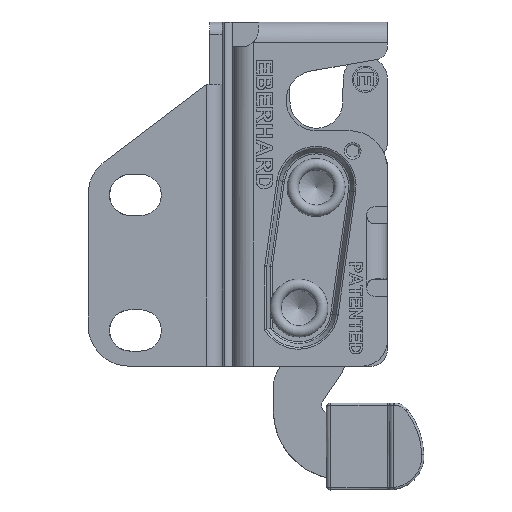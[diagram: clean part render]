
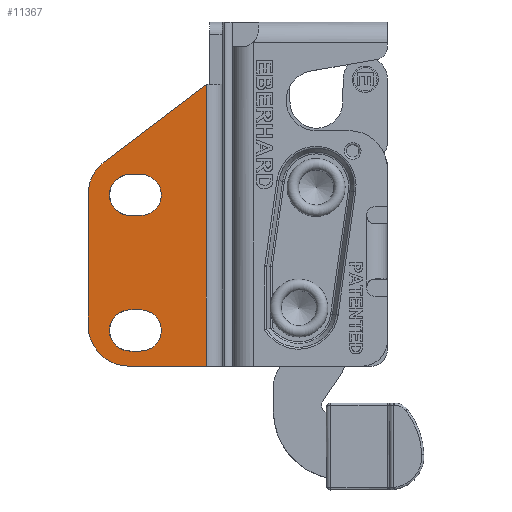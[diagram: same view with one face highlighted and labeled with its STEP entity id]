
A CAD part, top view. The second image highlights one B-rep face of the part: STEP entity #11367.
In plain terms, the highlighted planar face has unit normal (-0.035, 0, 0.999).
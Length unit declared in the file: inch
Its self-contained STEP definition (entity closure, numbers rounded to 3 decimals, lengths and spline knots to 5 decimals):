
#442=PLANE('',#12231);
#541=FACE_BOUND('',#1856,.T.);
#542=FACE_BOUND('',#1857,.T.);
#1220=FACE_OUTER_BOUND('',#1855,.T.);
#1855=EDGE_LOOP('',(#9662,#9663,#9664,#9665,#9666,#9667));
#1856=EDGE_LOOP('',(#9668,#9669,#9670,#9671));
#1857=EDGE_LOOP('',(#9672,#9673,#9674,#9675));
#2223=CIRCLE('',#12232,0.29921);
#2224=CIRCLE('',#12233,0.29921);
#2225=CIRCLE('',#12234,0.14961);
#2226=CIRCLE('',#12235,0.14961);
#2227=CIRCLE('',#12236,0.14961);
#2228=CIRCLE('',#12237,0.14961);
#3248=LINE('',#19946,#4285);
#3250=LINE('',#19954,#4287);
#3255=LINE('',#19969,#4292);
#3256=LINE('',#19971,#4293);
#3257=LINE('',#19975,#4294);
#3258=LINE('',#19979,#4295);
#3259=LINE('',#19985,#4296);
#3260=LINE('',#19988,#4297);
#4285=VECTOR('',#14726,0.3937);
#4287=VECTOR('',#14734,0.3937);
#4292=VECTOR('',#14751,0.05947);
#4293=VECTOR('',#14752,0.3937);
#4294=VECTOR('',#14755,0.3937);
#4295=VECTOR('',#14758,0.3937);
#4296=VECTOR('',#14763,0.3937);
#4297=VECTOR('',#14766,0.3937);
#5294=VERTEX_POINT('',#19944);
#5295=VERTEX_POINT('',#19945);
#5296=VERTEX_POINT('',#19950);
#5298=VERTEX_POINT('',#19953);
#5302=VERTEX_POINT('',#19967);
#5303=VERTEX_POINT('',#19970);
#5304=VERTEX_POINT('',#19973);
#5305=VERTEX_POINT('',#19974);
#5306=VERTEX_POINT('',#19976);
#5307=VERTEX_POINT('',#19978);
#5308=VERTEX_POINT('',#19981);
#5309=VERTEX_POINT('',#19982);
#5310=VERTEX_POINT('',#19984);
#5311=VERTEX_POINT('',#19986);
#6777=EDGE_CURVE('',#5294,#5295,#3248,.T.);
#6781=EDGE_CURVE('',#5298,#5296,#3250,.T.);
#6788=EDGE_CURVE('',#5302,#5296,#2223,.T.);
#6789=EDGE_CURVE('',#5294,#5302,#3255,.T.);
#6790=EDGE_CURVE('',#5295,#5303,#3256,.T.);
#6791=EDGE_CURVE('',#5298,#5303,#2224,.T.);
#6792=EDGE_CURVE('',#5304,#5305,#3257,.T.);
#6793=EDGE_CURVE('',#5305,#5306,#2225,.T.);
#6794=EDGE_CURVE('',#5306,#5307,#3258,.T.);
#6795=EDGE_CURVE('',#5307,#5304,#2226,.T.);
#6796=EDGE_CURVE('',#5308,#5309,#2227,.T.);
#6797=EDGE_CURVE('',#5309,#5310,#3259,.T.);
#6798=EDGE_CURVE('',#5310,#5311,#2228,.T.);
#6799=EDGE_CURVE('',#5311,#5308,#3260,.T.);
#9662=ORIENTED_EDGE('',*,*,#6788,.F.);
#9663=ORIENTED_EDGE('',*,*,#6789,.F.);
#9664=ORIENTED_EDGE('',*,*,#6777,.T.);
#9665=ORIENTED_EDGE('',*,*,#6790,.T.);
#9666=ORIENTED_EDGE('',*,*,#6791,.F.);
#9667=ORIENTED_EDGE('',*,*,#6781,.T.);
#9668=ORIENTED_EDGE('',*,*,#6792,.T.);
#9669=ORIENTED_EDGE('',*,*,#6793,.T.);
#9670=ORIENTED_EDGE('',*,*,#6794,.T.);
#9671=ORIENTED_EDGE('',*,*,#6795,.T.);
#9672=ORIENTED_EDGE('',*,*,#6796,.T.);
#9673=ORIENTED_EDGE('',*,*,#6797,.T.);
#9674=ORIENTED_EDGE('',*,*,#6798,.T.);
#9675=ORIENTED_EDGE('',*,*,#6799,.T.);
#11367=ADVANCED_FACE('',(#1220,#541,#542),#442,.T.);
#12231=AXIS2_PLACEMENT_3D('',#19966,#14747,#14748);
#12232=AXIS2_PLACEMENT_3D('',#19968,#14749,#14750);
#12233=AXIS2_PLACEMENT_3D('',#19972,#14753,#14754);
#12234=AXIS2_PLACEMENT_3D('',#19977,#14756,#14757);
#12235=AXIS2_PLACEMENT_3D('',#19980,#14759,#14760);
#12236=AXIS2_PLACEMENT_3D('',#19983,#14761,#14762);
#12237=AXIS2_PLACEMENT_3D('',#19987,#14764,#14765);
#14726=DIRECTION('',(0.,1.,0.));
#14734=DIRECTION('',(0.,-1.,0.));
#14747=DIRECTION('center_axis',(-0.035,0.,
0.999));
#14748=DIRECTION('ref_axis',(-0.999,0.,-0.035));
#14749=DIRECTION('center_axis',(0.035,0.,
-0.999));
#14750=DIRECTION('ref_axis',(-0.707,-0.707,-0.025));
#14751=DIRECTION('',(-0.999,0.,-0.035));
#14752=DIRECTION('',(-0.796,-0.605,-0.028));
#14753=DIRECTION('center_axis',(0.035,0.,
-0.999));
#14754=DIRECTION('ref_axis',(-0.895,0.445,-0.031));
#14755=DIRECTION('',(-0.999,0.,-0.035));
#14756=DIRECTION('center_axis',(0.035,0.,
-0.999));
#14757=DIRECTION('ref_axis',(0.,1.,0.));
#14758=DIRECTION('',(0.999,0.,0.035));
#14759=DIRECTION('center_axis',(0.035,0.,
-0.999));
#14760=DIRECTION('ref_axis',(0.,-1.,0.));
#14761=DIRECTION('center_axis',(0.035,0.,
-0.999));
#14762=DIRECTION('ref_axis',(0.,1.,0.));
#14763=DIRECTION('',(-0.999,0.,-0.035));
#14764=DIRECTION('center_axis',(0.035,0.,
-0.999));
#14765=DIRECTION('ref_axis',(0.,-1.,0.));
#14766=DIRECTION('',(0.999,0.,0.035));
#19944=CARTESIAN_POINT('',(-0.79649,-1.298,0.62387));
#19945=CARTESIAN_POINT('',(-0.79649,0.749,0.62387));
#19946=CARTESIAN_POINT('',(-0.79649,-0.2745,0.62387));
#19950=CARTESIAN_POINT('',(-1.65627,-0.99879,0.59384));
#19953=CARTESIAN_POINT('',(-1.65627,-0.05245,0.59384));
#19954=CARTESIAN_POINT('',(-1.65627,0.749,0.59384));
#19966=CARTESIAN_POINT('Origin',(-1.1797,-0.2745,0.61048));
#19967=CARTESIAN_POINT('',(-1.35724,-1.298,0.60428));
#19968=CARTESIAN_POINT('Origin',(-1.35724,-0.99879,0.60428));
#19969=CARTESIAN_POINT('',(-0.60978,-1.298,0.63039));
#19970=CARTESIAN_POINT('',(-1.53802,0.1859,0.59797));
#19971=CARTESIAN_POINT('',(-1.59425,0.14319,0.59601));
#19972=CARTESIAN_POINT('Origin',(-1.35724,-0.05245,
0.60428));
#19973=CARTESIAN_POINT('',(-1.27373,-1.18776,0.6072));
#19974=CARTESIAN_POINT('',(-1.35242,-1.18776,0.60445));
#19975=CARTESIAN_POINT('',(-1.26606,-1.18776,0.60747));
#19976=CARTESIAN_POINT('',(-1.35242,-0.88855,0.60445));
#19977=CARTESIAN_POINT('Origin',(-1.35242,-1.03816,0.60445));
#19978=CARTESIAN_POINT('',(-1.27373,-0.88855,0.6072));
#19979=CARTESIAN_POINT('',(-1.22672,-0.88855,0.60884));
#19980=CARTESIAN_POINT('Origin',(-1.27373,-1.03816,0.6072));
#19981=CARTESIAN_POINT('',(-1.27373,0.0957,0.6072));
#19982=CARTESIAN_POINT('',(-1.27373,-0.20351,0.6072));
#19983=CARTESIAN_POINT('Origin',(-1.27373,-0.05391,
0.6072));
#19984=CARTESIAN_POINT('',(-1.35242,-0.20351,0.60445));
#19985=CARTESIAN_POINT('',(-1.26606,-0.20351,0.60747));
#19986=CARTESIAN_POINT('',(-1.35242,0.0957,0.60445));
#19987=CARTESIAN_POINT('Origin',(-1.35242,-0.05391,
0.60445));
#19988=CARTESIAN_POINT('',(-1.22672,0.0957,0.60884));
